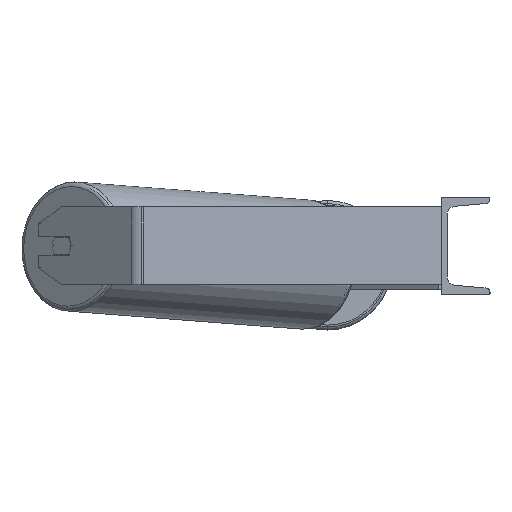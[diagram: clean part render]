
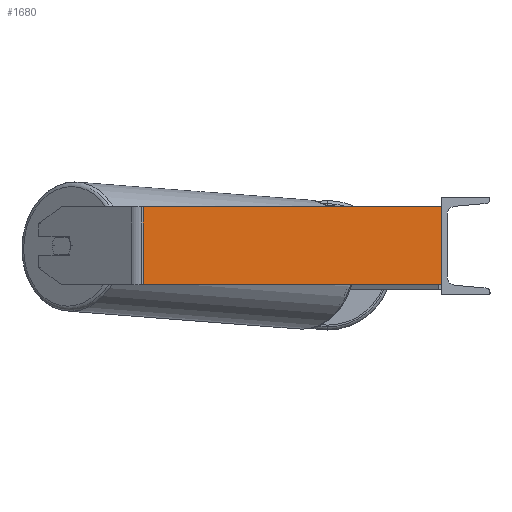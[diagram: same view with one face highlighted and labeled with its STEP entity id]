
A CAD part, left-side view. The second image highlights one B-rep face of the part: STEP entity #1680.
In plain terms, the highlighted planar face has unit normal (-0.996, -0.087, 0).
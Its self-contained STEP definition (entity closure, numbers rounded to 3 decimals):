
#53 = ORIENTED_EDGE ( 'NONE', *, *, #8576, .T. ) ;
#134 = EDGE_LOOP ( 'NONE', ( #53, #9096, #5307, #4007 ) ) ;
#402 = CARTESIAN_POINT ( 'NONE',  ( -612.362, 312.755, 40. ) ) ;
#667 = VERTEX_POINT ( 'NONE', #4780 ) ;
#1476 = EDGE_CURVE ( 'NONE', #2276, #5139, #5664, .T. ) ;
#1680 = ADVANCED_FACE ( 'NONE', ( #4156 ), #2035, .F. ) ;
#1878 = LINE ( 'NONE', #4855, #3260 ) ;
#2035 = PLANE ( 'NONE',  #7985 ) ;
#2117 = VECTOR ( 'NONE', #7121, 1000. ) ;
#2276 = VERTEX_POINT ( 'NONE', #6978 ) ;
#2768 = EDGE_CURVE ( 'NONE', #667, #2276, #4704, .T. ) ;
#3013 = CARTESIAN_POINT ( 'NONE',  ( -585., 0., 40. ) ) ;
#3191 = CARTESIAN_POINT ( 'NONE',  ( -585., 0., -40. ) ) ;
#3260 = VECTOR ( 'NONE', #6798, 1000. ) ;
#4007 = ORIENTED_EDGE ( 'NONE', *, *, #4653, .T. ) ;
#4156 = FACE_OUTER_BOUND ( 'NONE', #134, .T. ) ;
#4326 = VECTOR ( 'NONE', #4618, 1000. ) ;
#4618 = DIRECTION ( 'NONE',  ( 0.087, -0.996, 0. ) ) ;
#4630 = CARTESIAN_POINT ( 'NONE',  ( -611.785, 306.152, 40. ) ) ;
#4653 = EDGE_CURVE ( 'NONE', #667, #6482, #5313, .T. ) ;
#4704 = LINE ( 'NONE', #402, #4326 ) ;
#4780 = CARTESIAN_POINT ( 'NONE',  ( -611.785, 306.152, 40. ) ) ;
#4855 = CARTESIAN_POINT ( 'NONE',  ( -612.362, 312.755, -40. ) ) ;
#5139 = VERTEX_POINT ( 'NONE', #3191 ) ;
#5268 = DIRECTION ( 'NONE',  ( 0., 0., -1. ) ) ;
#5307 = ORIENTED_EDGE ( 'NONE', *, *, #2768, .F. ) ;
#5313 = LINE ( 'NONE', #4630, #7455 ) ;
#5569 = DIRECTION ( 'NONE',  ( 0.996, 0.087, 0. ) ) ;
#5664 = LINE ( 'NONE', #3013, #2117 ) ;
#6482 = VERTEX_POINT ( 'NONE', #8300 ) ;
#6798 = DIRECTION ( 'NONE',  ( 0.087, -0.996, 0. ) ) ;
#6815 = DIRECTION ( 'NONE',  ( -0.087, 0.996, 0. ) ) ;
#6978 = CARTESIAN_POINT ( 'NONE',  ( -585., 0., 40. ) ) ;
#7121 = DIRECTION ( 'NONE',  ( 0., 0., -1. ) ) ;
#7455 = VECTOR ( 'NONE', #5268, 1000. ) ;
#7685 = CARTESIAN_POINT ( 'NONE',  ( -612.362, 312.755, 40. ) ) ;
#7985 = AXIS2_PLACEMENT_3D ( 'NONE', #7685, #5569, #6815 ) ;
#8300 = CARTESIAN_POINT ( 'NONE',  ( -611.785, 306.152, -40. ) ) ;
#8576 = EDGE_CURVE ( 'NONE', #6482, #5139, #1878, .T. ) ;
#9096 = ORIENTED_EDGE ( 'NONE', *, *, #1476, .F. ) ;
